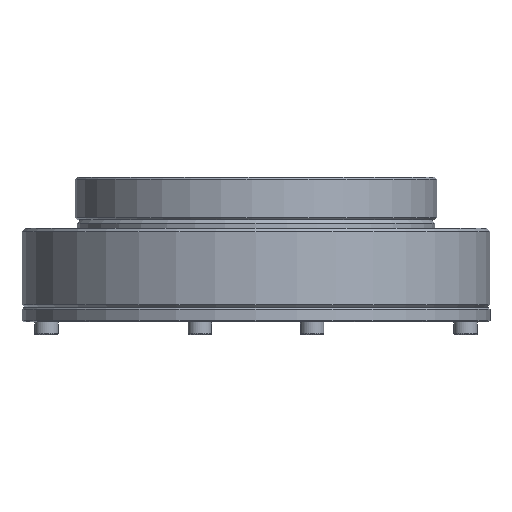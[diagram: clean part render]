
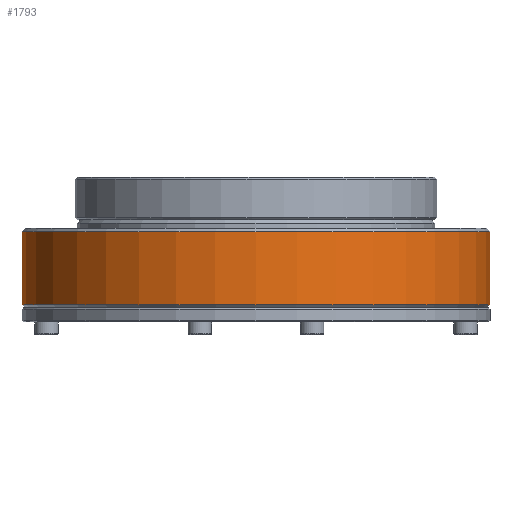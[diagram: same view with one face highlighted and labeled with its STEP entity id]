
A CAD part, front view. The second image highlights one B-rep face of the part: STEP entity #1793.
In plain terms, the highlighted cylindrical face has radius 55 mm (diameter 110 mm), a full revolution.
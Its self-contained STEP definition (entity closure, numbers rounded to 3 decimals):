
#1581=CYLINDRICAL_SURFACE('',#9634,55.);
#1793=ADVANCED_FACE('',(#2618,#2619),#1581,.T.);
#2618=FACE_BOUND('',#3699,.T.);
#2619=FACE_BOUND('',#3700,.T.);
#3699=EDGE_LOOP('',(#4907));
#3700=EDGE_LOOP('',(#4908));
#4907=ORIENTED_EDGE('',*,*,#7817,.F.);
#4908=ORIENTED_EDGE('',*,*,#7816,.T.);
#6920=VERTEX_POINT('',#14155);
#6921=VERTEX_POINT('',#14158);
#7816=EDGE_CURVE('',#6920,#6920,#8837,.T.);
#7817=EDGE_CURVE('',#6921,#6921,#8838,.T.);
#8837=CIRCLE('',#9631,55.);
#8838=CIRCLE('',#9633,55.);
#9631=AXIS2_PLACEMENT_3D('',#14154,#11145,#11146);
#9633=AXIS2_PLACEMENT_3D('',#14157,#11149,#11150);
#9634=AXIS2_PLACEMENT_3D('',#14159,#11151,#11152);
#11145=DIRECTION('',(0.,0.,-1.));
#11146=DIRECTION('',(-1.,0.,0.));
#11149=DIRECTION('',(0.,0.,-1.));
#11150=DIRECTION('',(-1.,0.,0.));
#11151=DIRECTION('',(0.,0.,-1.));
#11152=DIRECTION('',(-1.,0.,0.));
#14154=CARTESIAN_POINT('',(0.,0.,17.9));
#14155=CARTESIAN_POINT('',(-55.,0.,17.9));
#14157=CARTESIAN_POINT('',(0.,0.,0.8));
#14158=CARTESIAN_POINT('',(-55.,0.,0.8));
#14159=CARTESIAN_POINT('',(0.,0.,0.));
